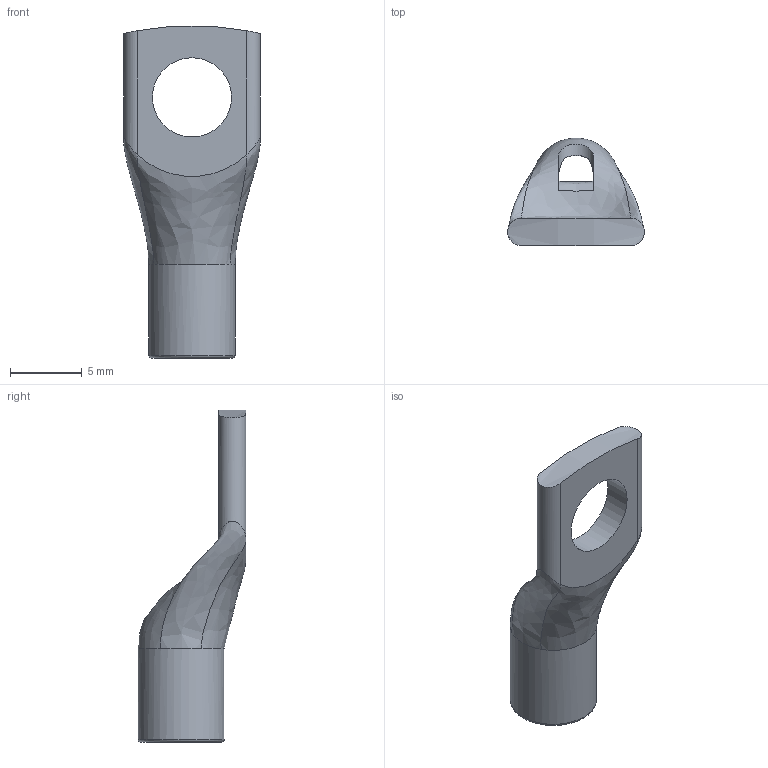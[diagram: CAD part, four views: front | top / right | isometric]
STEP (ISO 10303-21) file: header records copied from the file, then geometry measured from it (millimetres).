
FILE_DESCRIPTION((''),'2;1');
FILE_NAME('PK6-5.stp','2016-02-12T07:48:39',(''),(''),'Autodesk Inventor 2010','Autodesk Inventor 2010','');
FILE_SCHEMA(('AUTOMOTIVE_DESIGN { 1 0 10303 214 1 1 1 1 }'));
Length unit declared in the file: millimetre
Products named in the file (1): PK6-5
Bounding box: 9.5 x 7.5 x 23.08 mm (x, y, z)
Volume: 379.7 mm3; surface area: 630.3 mm2
Topology: 1 solids, 1 shells, 148 faces, 413 edges, 276 vertices
Faces by surface type: plane 71, bspline 38, cylinder 37, torus 1, cone 1
Full cylindrical faces by diameter (mm): 3.6 x1, 5.5 x1, 6 x1
Entity records: 5749 total; most frequent: CARTESIAN_POINT 2137, ORIENTED_EDGE 814, DIRECTION 623, EDGE_CURVE 407, VERTEX_POINT 275, VECTOR 233, LINE 233, AXIS2_PLACEMENT_3D 195
